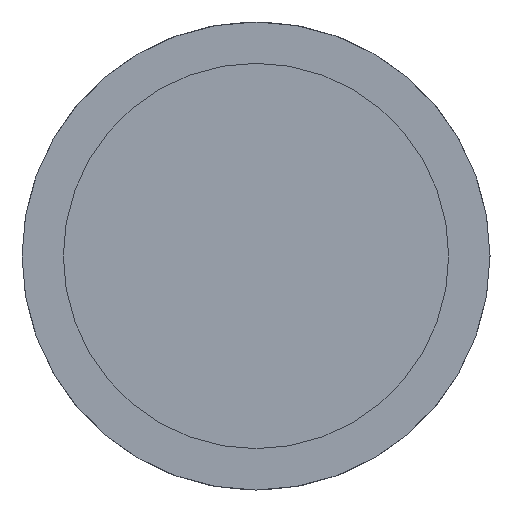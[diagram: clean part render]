
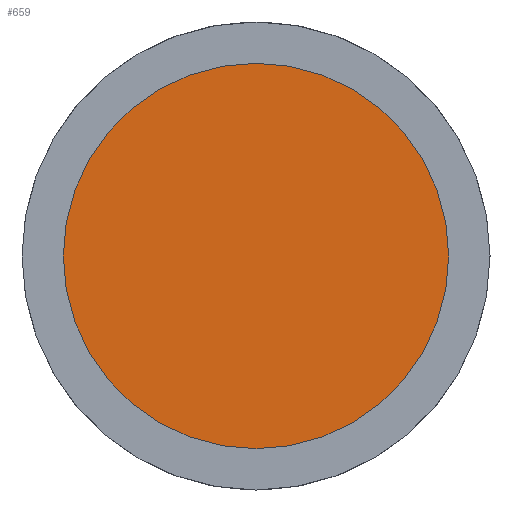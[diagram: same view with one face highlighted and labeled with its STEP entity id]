
A CAD part, left-side view. The second image highlights one B-rep face of the part: STEP entity #659.
In plain terms, the highlighted planar face has unit normal (-1, 0, 0).
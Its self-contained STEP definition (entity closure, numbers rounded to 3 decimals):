
#659=ADVANCED_FACE('',(#1489),#1490,.T.);
#1489=FACE_OUTER_BOUND('',#2487,.T.);
#1490=PLANE('',#2488);
#2487=EDGE_LOOP('',(#4431,#4432));
#2488=AXIS2_PLACEMENT_3D('',#4433,#4434,#4435);
#4431=ORIENTED_EDGE('',*,*,#6755,.T.);
#4432=ORIENTED_EDGE('',*,*,#6097,.T.);
#4433=CARTESIAN_POINT('',(-33.5,6.999,4.619));
#4434=DIRECTION('',(-1.0,0.0,0.0));
#4435=DIRECTION('',(0.0,-1.0,0.0));
#6097=EDGE_CURVE('',#7325,#7322,#7326,.F.);
#6755=EDGE_CURVE('',#7322,#7325,#8351,.F.);
#7322=VERTEX_POINT('',#9054);
#7325=VERTEX_POINT('',#9058);
#7326=CIRCLE('',#9059,14.0);
#8351=CIRCLE('',#10222,14.0);
#9054=CARTESIAN_POINT('',(-33.5,0.0,-14.0));
#9058=CARTESIAN_POINT('',(-33.5,0.,14.0));
#9059=AXIS2_PLACEMENT_3D('',#11047,#11048,#11049);
#10222=AXIS2_PLACEMENT_3D('',#12363,#12364,#12365);
#11047=CARTESIAN_POINT('',(-33.5,0.0,0.0));
#11048=DIRECTION('',(1.0,-0.0,0.0));
#11049=DIRECTION('',(0.0,0.0,-1.0));
#12363=CARTESIAN_POINT('',(-33.5,0.0,0.0));
#12364=DIRECTION('',(1.0,-0.0,0.0));
#12365=DIRECTION('',(0.0,0.0,-1.0));
